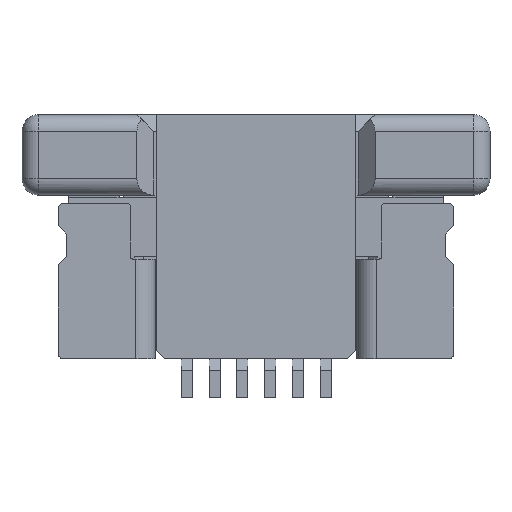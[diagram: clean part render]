
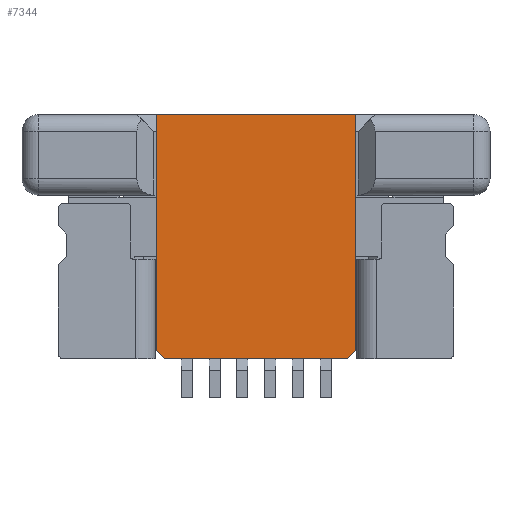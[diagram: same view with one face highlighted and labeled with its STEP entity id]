
A CAD part, front view. The second image highlights one B-rep face of the part: STEP entity #7344.
In plain terms, the highlighted planar face has unit normal (0, -1, 0).
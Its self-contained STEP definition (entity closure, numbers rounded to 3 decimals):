
#544=DIRECTION('',(1.,0.,0.));
#545=VECTOR('',#544,3.3);
#546=CARTESIAN_POINT('',(-1.65,-1.,-4.4));
#547=LINE('',#546,#545);
#1330=DIRECTION('',(0.,0.,-1.));
#1331=VECTOR('',#1330,4.26);
#1332=CARTESIAN_POINT('',(1.8,-1.,0.01));
#1333=LINE('',#1332,#1331);
#2750=DIRECTION('',(0.707,0.,-0.707));
#2751=VECTOR('',#2750,0.212);
#2752=CARTESIAN_POINT('',(-1.8,-1.,-4.25));
#2753=LINE('',#2752,#2751);
#2754=DIRECTION('',(0.,0.,-1.));
#2755=VECTOR('',#2754,4.26);
#2756=CARTESIAN_POINT('',(-1.8,-1.,0.01));
#2757=LINE('',#2756,#2755);
#2758=DIRECTION('',(1.,0.,0.));
#2759=VECTOR('',#2758,3.6);
#2760=CARTESIAN_POINT('',(-1.8,-1.,0.01));
#2761=LINE('',#2760,#2759);
#2762=DIRECTION('',(0.707,0.,0.707));
#2763=VECTOR('',#2762,0.212);
#2764=CARTESIAN_POINT('',(1.65,-1.,-4.4));
#2765=LINE('',#2764,#2763);
#3320=CARTESIAN_POINT('',(-1.8,-1.,0.01));
#3321=CARTESIAN_POINT('',(1.8,-1.,0.01));
#3322=VERTEX_POINT('',#3320);
#3323=VERTEX_POINT('',#3321);
#3362=CARTESIAN_POINT('',(-1.8,-1.,-4.25));
#3363=VERTEX_POINT('',#3362);
#3364=CARTESIAN_POINT('',(-1.65,-1.,-4.4));
#3365=VERTEX_POINT('',#3364);
#3366=CARTESIAN_POINT('',(1.65,-1.,-4.4));
#3367=CARTESIAN_POINT('',(1.8,-1.,-4.25));
#3368=VERTEX_POINT('',#3366);
#3369=VERTEX_POINT('',#3367);
#7330=CARTESIAN_POINT('',(1.65,-1.,-4.4));
#7331=DIRECTION('',(0.,-1.,0.));
#7332=DIRECTION('',(-1.,0.,0.));
#7333=AXIS2_PLACEMENT_3D('',#7330,#7331,#7332);
#7334=PLANE('',#7333);
#7335=ORIENTED_EDGE('',*,*,#4505,.F.);
#7336=ORIENTED_EDGE('',*,*,#4528,.F.);
#7337=ORIENTED_EDGE('',*,*,#7324,.T.);
#7338=ORIENTED_EDGE('',*,*,#5244,.T.);
#7340=ORIENTED_EDGE('',*,*,#7339,.F.);
#7341=ORIENTED_EDGE('',*,*,#4353,.F.);
#7342=EDGE_LOOP('',(#7335,#7336,#7337,#7338,#7340,#7341));
#7343=FACE_OUTER_BOUND('',#7342,.F.);
#4353=EDGE_CURVE('',#3365,#3368,#547,.T.);
#4505=EDGE_CURVE('',#3363,#3365,#2753,.T.);
#4528=EDGE_CURVE('',#3322,#3363,#2757,.T.);
#5244=EDGE_CURVE('',#3323,#3369,#1333,.T.);
#7324=EDGE_CURVE('',#3322,#3323,#2761,.T.);
#7339=EDGE_CURVE('',#3368,#3369,#2765,.T.);
#7344=ADVANCED_FACE('',(#7343),#7334,.T.);
